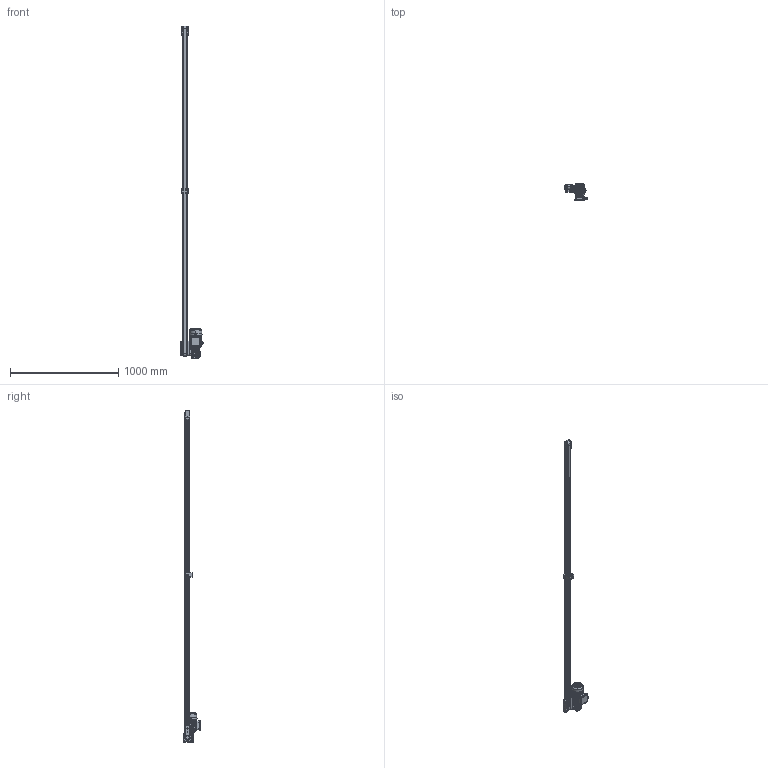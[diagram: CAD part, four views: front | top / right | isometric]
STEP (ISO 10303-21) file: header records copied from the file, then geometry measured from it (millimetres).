
FILE_DESCRIPTION (( 'STEP AP214' ), '1' );
FILE_NAME ('C4E0403M020000 - Convoyeur 40 - 40x3000.STEP', '2024-09-30T12:51:20', ( '' ), ( '' ), 'SwSTEP 2.0', 'SolidWorks 2021', '' );
FILE_SCHEMA (( 'AUTOMOTIVE_DESIGN' ));
Length unit declared in the file: millimetre
Products named in the file (1): C4E0403M020000 - Convoyeur 40 - 40x3000
Bounding box: 206.64 x 165 x 3062.3 mm (x, y, z)
Volume: 3667765.7 mm3; surface area: 2368541.1 mm2
Topology: 47 solids, 54 shells, 3937 faces, 10486 edges, 6790 vertices
Faces by surface type: plane 2446, cylinder 1095, cone 289, bspline 76, torus 23, sphere 8
Entity records: 169894 total; most frequent: CARTESIAN_POINT 27907, ORIENTED_EDGE 20884, DIRECTION 19876, EDGE_CURVE 10442, VERTEX_POINT 6790, LINE 6646, VECTOR 6646, AXIS2_PLACEMENT_3D 6615
